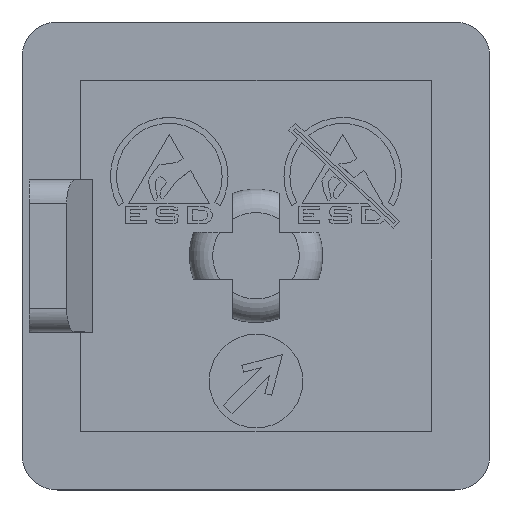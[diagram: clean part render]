
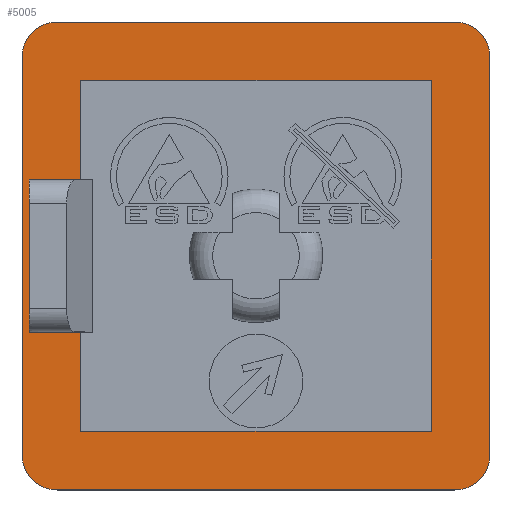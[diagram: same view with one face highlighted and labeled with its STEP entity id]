
A CAD part, top view. The second image highlights one B-rep face of the part: STEP entity #5005.
In plain terms, the highlighted planar face has unit normal (0, 0, 1).
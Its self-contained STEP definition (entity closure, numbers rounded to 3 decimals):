
#39=FACE_BOUND('',#593,.T.);
#46=PLANE('',#5317);
#313=FACE_OUTER_BOUND('',#592,.T.);
#592=EDGE_LOOP('',(#3695,#3696,#3697,#3698,#3699,#3700,#3701,#3702));
#593=EDGE_LOOP('',(#3703,#3704,#3705,#3706,#3707,#3708,#3709,#3710));
#1029=LINE('',#7306,#1708);
#1030=LINE('',#7310,#1709);
#1031=LINE('',#7314,#1710);
#1032=LINE('',#7318,#1711);
#1033=LINE('',#7322,#1712);
#1034=LINE('',#7324,#1713);
#1035=LINE('',#7326,#1714);
#1036=LINE('',#7328,#1715);
#1037=LINE('',#7330,#1716);
#1038=LINE('',#7332,#1717);
#1039=LINE('',#7334,#1718);
#1040=LINE('',#7335,#1719);
#1708=VECTOR('',#5827,1000.);
#1709=VECTOR('',#5830,1000.);
#1710=VECTOR('',#5833,1000.);
#1711=VECTOR('',#5836,1000.);
#1712=VECTOR('',#5839,1000.);
#1713=VECTOR('',#5840,1000.);
#1714=VECTOR('',#5841,1000.);
#1715=VECTOR('',#5842,1000.);
#1716=VECTOR('',#5843,1000.);
#1717=VECTOR('',#5844,1000.);
#1718=VECTOR('',#5845,1000.);
#1719=VECTOR('',#5846,1000.);
#2238=CIRCLE('',#5318,1.5);
#2239=CIRCLE('',#5319,1.5);
#2240=CIRCLE('',#5320,1.5);
#2241=CIRCLE('',#5321,1.5);
#2446=VERTEX_POINT('',#7304);
#2447=VERTEX_POINT('',#7305);
#2448=VERTEX_POINT('',#7307);
#2449=VERTEX_POINT('',#7309);
#2450=VERTEX_POINT('',#7311);
#2451=VERTEX_POINT('',#7313);
#2452=VERTEX_POINT('',#7315);
#2453=VERTEX_POINT('',#7317);
#2454=VERTEX_POINT('',#7320);
#2455=VERTEX_POINT('',#7321);
#2456=VERTEX_POINT('',#7323);
#2457=VERTEX_POINT('',#7325);
#2458=VERTEX_POINT('',#7327);
#2459=VERTEX_POINT('',#7329);
#2460=VERTEX_POINT('',#7331);
#2461=VERTEX_POINT('',#7333);
#2944=EDGE_CURVE('',#2446,#2447,#1029,.T.);
#2945=EDGE_CURVE('',#2447,#2448,#2238,.T.);
#2946=EDGE_CURVE('',#2448,#2449,#1030,.T.);
#2947=EDGE_CURVE('',#2449,#2450,#2239,.T.);
#2948=EDGE_CURVE('',#2450,#2451,#1031,.T.);
#2949=EDGE_CURVE('',#2451,#2452,#2240,.T.);
#2950=EDGE_CURVE('',#2452,#2453,#1032,.T.);
#2951=EDGE_CURVE('',#2453,#2446,#2241,.T.);
#2952=EDGE_CURVE('',#2454,#2455,#1033,.T.);
#2953=EDGE_CURVE('',#2454,#2456,#1034,.T.);
#2954=EDGE_CURVE('',#2456,#2457,#1035,.T.);
#2955=EDGE_CURVE('',#2457,#2458,#1036,.T.);
#2956=EDGE_CURVE('',#2459,#2458,#1037,.T.);
#2957=EDGE_CURVE('',#2460,#2459,#1038,.T.);
#2958=EDGE_CURVE('',#2461,#2460,#1039,.T.);
#2959=EDGE_CURVE('',#2455,#2461,#1040,.T.);
#3695=ORIENTED_EDGE('',*,*,#2944,.T.);
#3696=ORIENTED_EDGE('',*,*,#2945,.T.);
#3697=ORIENTED_EDGE('',*,*,#2946,.T.);
#3698=ORIENTED_EDGE('',*,*,#2947,.T.);
#3699=ORIENTED_EDGE('',*,*,#2948,.T.);
#3700=ORIENTED_EDGE('',*,*,#2949,.T.);
#3701=ORIENTED_EDGE('',*,*,#2950,.T.);
#3702=ORIENTED_EDGE('',*,*,#2951,.T.);
#3703=ORIENTED_EDGE('',*,*,#2952,.F.);
#3704=ORIENTED_EDGE('',*,*,#2953,.T.);
#3705=ORIENTED_EDGE('',*,*,#2954,.T.);
#3706=ORIENTED_EDGE('',*,*,#2955,.T.);
#3707=ORIENTED_EDGE('',*,*,#2956,.F.);
#3708=ORIENTED_EDGE('',*,*,#2957,.F.);
#3709=ORIENTED_EDGE('',*,*,#2958,.F.);
#3710=ORIENTED_EDGE('',*,*,#2959,.F.);
#5005=ADVANCED_FACE('',(#313,#39),#46,.T.);
#5317=AXIS2_PLACEMENT_3D('',#7303,#5825,#5826);
#5318=AXIS2_PLACEMENT_3D('',#7308,#5828,#5829);
#5319=AXIS2_PLACEMENT_3D('',#7312,#5831,#5832);
#5320=AXIS2_PLACEMENT_3D('',#7316,#5834,#5835);
#5321=AXIS2_PLACEMENT_3D('',#7319,#5837,#5838);
#5825=DIRECTION('center_axis',(0.,0.,1.));
#5826=DIRECTION('ref_axis',(1.,0.,0.));
#5827=DIRECTION('',(-1.,0.,0.));
#5828=DIRECTION('center_axis',(0.,0.,1.));
#5829=DIRECTION('ref_axis',(1.,0.,0.));
#5830=DIRECTION('',(0.,-1.,0.));
#5831=DIRECTION('center_axis',(0.,0.,1.));
#5832=DIRECTION('ref_axis',(1.,0.,0.));
#5833=DIRECTION('',(1.,0.,0.));
#5834=DIRECTION('center_axis',(0.,0.,1.));
#5835=DIRECTION('ref_axis',(1.,0.,0.));
#5836=DIRECTION('',(0.,1.,0.));
#5837=DIRECTION('center_axis',(0.,0.,1.));
#5838=DIRECTION('ref_axis',(1.,0.,0.));
#5839=DIRECTION('',(0.,-1.,0.));
#5840=DIRECTION('',(-1.,0.,0.));
#5841=DIRECTION('',(0.,1.,0.));
#5842=DIRECTION('',(1.,0.,0.));
#5843=DIRECTION('',(0.,-1.,0.));
#5844=DIRECTION('',(-1.,0.,0.));
#5845=DIRECTION('',(0.,1.,0.));
#5846=DIRECTION('',(1.,0.,0.));
#7303=CARTESIAN_POINT('Origin',(10.,-10.,2.5));
#7304=CARTESIAN_POINT('',(8.5,10.,2.5));
#7305=CARTESIAN_POINT('',(-8.5,10.,2.5));
#7306=CARTESIAN_POINT('',(-10.,10.,2.5));
#7307=CARTESIAN_POINT('',(-10.,8.5,2.5));
#7308=CARTESIAN_POINT('Origin',(-8.5,8.5,2.5));
#7309=CARTESIAN_POINT('',(-10.,-8.5,2.5));
#7310=CARTESIAN_POINT('',(-10.,10.,2.5));
#7311=CARTESIAN_POINT('',(-8.5,-10.,2.5));
#7312=CARTESIAN_POINT('Origin',(-8.5,-8.5,2.5));
#7313=CARTESIAN_POINT('',(8.5,-10.,2.5));
#7314=CARTESIAN_POINT('',(-10.,-10.,2.5));
#7315=CARTESIAN_POINT('',(10.,-8.5,2.5));
#7316=CARTESIAN_POINT('Origin',(8.5,-8.5,2.5));
#7317=CARTESIAN_POINT('',(10.,8.5,2.5));
#7318=CARTESIAN_POINT('',(10.,10.,2.5));
#7319=CARTESIAN_POINT('Origin',(8.5,8.5,2.5));
#7320=CARTESIAN_POINT('',(-7.5,-3.25,2.5));
#7321=CARTESIAN_POINT('',(-7.5,-7.5,2.5));
#7322=CARTESIAN_POINT('',(-7.5,7.5,2.5));
#7323=CARTESIAN_POINT('',(-9.7,-3.25,2.5));
#7324=CARTESIAN_POINT('',(10.,-3.25,2.5));
#7325=CARTESIAN_POINT('',(-9.7,3.25,2.5));
#7326=CARTESIAN_POINT('',(-9.7,-10.,2.5));
#7327=CARTESIAN_POINT('',(-7.5,3.25,2.5));
#7328=CARTESIAN_POINT('',(10.,3.25,2.5));
#7329=CARTESIAN_POINT('',(-7.5,7.5,2.5));
#7330=CARTESIAN_POINT('',(-7.5,7.5,2.5));
#7331=CARTESIAN_POINT('',(7.5,7.5,2.5));
#7332=CARTESIAN_POINT('',(-7.5,7.5,2.5));
#7333=CARTESIAN_POINT('',(7.5,-7.5,2.5));
#7334=CARTESIAN_POINT('',(7.5,7.5,2.5));
#7335=CARTESIAN_POINT('',(-7.5,-7.5,2.5));
